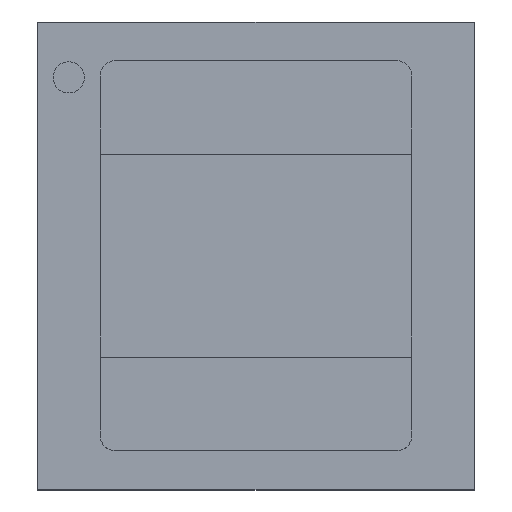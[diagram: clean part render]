
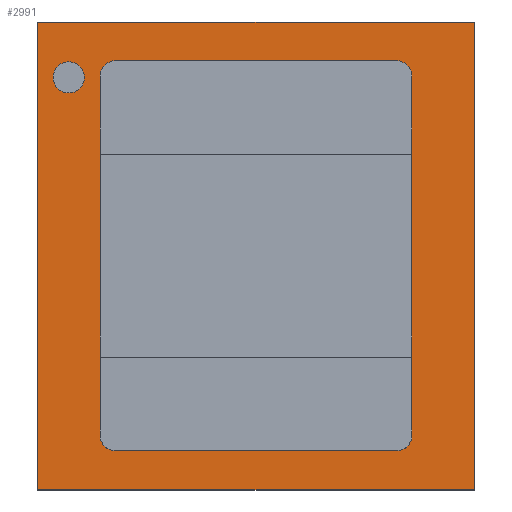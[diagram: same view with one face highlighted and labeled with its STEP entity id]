
A CAD part, top view. The second image highlights one B-rep face of the part: STEP entity #2991.
In plain terms, the highlighted face is planar.
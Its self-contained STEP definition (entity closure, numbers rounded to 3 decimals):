
#43=CIRCLE('',#3226,0.1);
#118=FACE_BOUND('',#464,.T.);
#270=FACE_OUTER_BOUND('',#463,.T.);
#463=EDGE_LOOP('',(#2612,#2613,#2614,#2615));
#464=EDGE_LOOP('',(#2616));
#830=LINE('',#4760,#1214);
#832=LINE('',#4764,#1216);
#834=LINE('',#4768,#1218);
#836=LINE('',#4771,#1220);
#1214=VECTOR('',#3920,3.);
#1216=VECTOR('',#3924,2.8);
#1218=VECTOR('',#3928,3.);
#1220=VECTOR('',#3932,2.8);
#1478=VERTEX_POINT('',#4744);
#1483=VERTEX_POINT('',#4757);
#1484=VERTEX_POINT('',#4759);
#1485=VERTEX_POINT('',#4763);
#1486=VERTEX_POINT('',#4767);
#1854=EDGE_CURVE('',#1478,#1478,#43,.T.);
#1860=EDGE_CURVE('',#1484,#1483,#830,.T.);
#1862=EDGE_CURVE('',#1485,#1484,#832,.T.);
#1864=EDGE_CURVE('',#1486,#1485,#834,.T.);
#1866=EDGE_CURVE('',#1483,#1486,#836,.T.);
#2612=ORIENTED_EDGE('',*,*,#1860,.T.);
#2613=ORIENTED_EDGE('',*,*,#1866,.T.);
#2614=ORIENTED_EDGE('',*,*,#1864,.T.);
#2615=ORIENTED_EDGE('',*,*,#1862,.T.);
#2616=ORIENTED_EDGE('',*,*,#1854,.T.);
#2827=PLANE('',#3232);
#2991=ADVANCED_FACE('',(#270,#118),#2827,.T.);
#3226=AXIS2_PLACEMENT_3D('',#4746,#3909,#3910);
#3232=AXIS2_PLACEMENT_3D('',#4772,#3933,#3934);
#3909=DIRECTION('center_axis',(0.,-1.,0.));
#3910=DIRECTION('ref_axis',(-1.,0.,0.));
#3920=DIRECTION('',(0.,0.,1.));
#3924=DIRECTION('',(-1.,0.,0.));
#3928=DIRECTION('',(0.,0.,-1.));
#3932=DIRECTION('',(1.,0.,0.));
#3933=DIRECTION('center_axis',(0.,1.,0.));
#3934=DIRECTION('ref_axis',(1.,0.,0.));
#4744=CARTESIAN_POINT('',(-1.101,0.385,-1.145));
#4746=CARTESIAN_POINT('Origin',(-1.201,0.385,-1.145));
#4757=CARTESIAN_POINT('',(-1.4,0.385,1.5));
#4759=CARTESIAN_POINT('',(-1.4,0.385,-1.5));
#4760=CARTESIAN_POINT('',(-1.4,0.385,-1.5));
#4763=CARTESIAN_POINT('',(1.4,0.385,-1.5));
#4764=CARTESIAN_POINT('',(1.4,0.385,-1.5));
#4767=CARTESIAN_POINT('',(1.4,0.385,1.5));
#4768=CARTESIAN_POINT('',(1.4,0.385,1.5));
#4771=CARTESIAN_POINT('',(-1.4,0.385,1.5));
#4772=CARTESIAN_POINT('Origin',(0.,0.385,0.));
